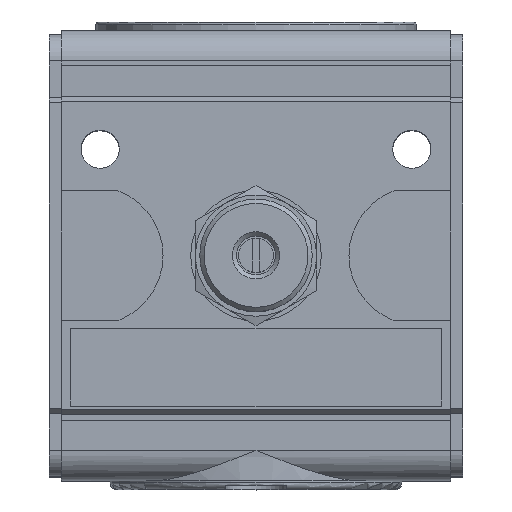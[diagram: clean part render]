
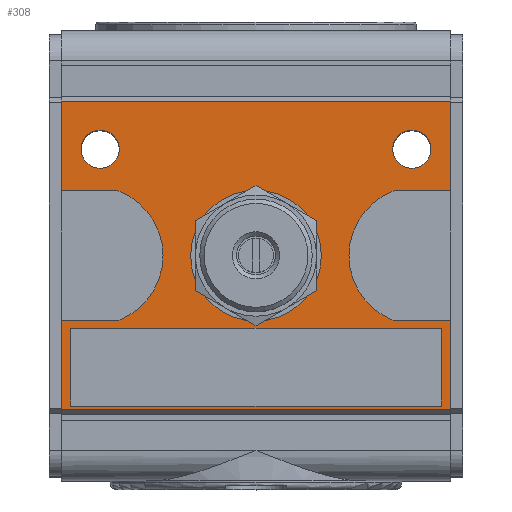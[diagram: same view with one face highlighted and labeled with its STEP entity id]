
A CAD part, top view. The second image highlights one B-rep face of the part: STEP entity #308.
In plain terms, the highlighted planar face has unit normal (0, 0, 1).
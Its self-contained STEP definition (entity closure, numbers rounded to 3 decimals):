
#308 = ADVANCED_FACE( '', ( #755, #756, #757, #758, #759 ), #760, .F. );
#755 = FACE_BOUND( '', #1247, .T. );
#756 = FACE_OUTER_BOUND( '', #1248, .T. );
#757 = FACE_BOUND( '', #1249, .T. );
#758 = FACE_BOUND( '', #1250, .T. );
#759 = FACE_BOUND( '', #1251, .T. );
#760 = PLANE( '', #1252 );
#1247 = EDGE_LOOP( '', ( #2622 ) );
#1248 = EDGE_LOOP( '', ( #2623, #2624, #2625, #2626, #2627, #2628, #2629, #2630, #2631, #2632, #2633, #2634 ) );
#1249 = EDGE_LOOP( '', ( #2635 ) );
#1250 = EDGE_LOOP( '', ( #2636 ) );
#1251 = EDGE_LOOP( '', ( #2637, #2638, #2639, #2640 ) );
#1252 = AXIS2_PLACEMENT_3D( '', #2641, #2642, #2643 );
#2622 = ORIENTED_EDGE( '', *, *, #2907, .F. );
#2623 = ORIENTED_EDGE( '', *, *, #3042, .F. );
#2624 = ORIENTED_EDGE( '', *, *, #3135, .T. );
#2625 = ORIENTED_EDGE( '', *, *, #3227, .F. );
#2626 = ORIENTED_EDGE( '', *, *, #3156, .F. );
#2627 = ORIENTED_EDGE( '', *, *, #3052, .F. );
#2628 = ORIENTED_EDGE( '', *, *, #3055, .F. );
#2629 = ORIENTED_EDGE( '', *, *, #3057, .F. );
#2630 = ORIENTED_EDGE( '', *, *, #3155, .F. );
#2631 = ORIENTED_EDGE( '', *, *, #3228, .T. );
#2632 = ORIENTED_EDGE( '', *, *, #3136, .T. );
#2633 = ORIENTED_EDGE( '', *, *, #3037, .F. );
#2634 = ORIENTED_EDGE( '', *, *, #3040, .F. );
#2635 = ORIENTED_EDGE( '', *, *, #3027, .T. );
#2636 = ORIENTED_EDGE( '', *, *, #3020, .T. );
#2637 = ORIENTED_EDGE( '', *, *, #3001, .F. );
#2638 = ORIENTED_EDGE( '', *, *, #2994, .F. );
#2639 = ORIENTED_EDGE( '', *, *, #2997, .F. );
#2640 = ORIENTED_EDGE( '', *, *, #2999, .F. );
#2641 = CARTESIAN_POINT( '', ( 22.5, 43.853, 23.2 ) );
#2642 = DIRECTION( '', ( 0., 0., -1. ) );
#2643 = DIRECTION( '', ( -1., 0., 0. ) );
#2907 = EDGE_CURVE( '', #3418, #3418, #3419, .F. );
#2994 = EDGE_CURVE( '', #3570, #3571, #3572, .T. );
#2997 = EDGE_CURVE( '', #3575, #3570, #3576, .T. );
#2999 = EDGE_CURVE( '', #3578, #3575, #3579, .T. );
#3001 = EDGE_CURVE( '', #3571, #3578, #3581, .T. );
#3020 = EDGE_CURVE( '', #3614, #3614, #3615, .T. );
#3027 = EDGE_CURVE( '', #3628, #3628, #3629, .T. );
#3037 = EDGE_CURVE( '', #3646, #3648, #3649, .T. );
#3040 = EDGE_CURVE( '', #3651, #3646, #3653, .F. );
#3042 = EDGE_CURVE( '', #3654, #3651, #3656, .T. );
#3052 = EDGE_CURVE( '', #3673, #3675, #3676, .T. );
#3055 = EDGE_CURVE( '', #3678, #3673, #3680, .F. );
#3057 = EDGE_CURVE( '', #3681, #3678, #3683, .T. );
#3135 = EDGE_CURVE( '', #3654, #3815, #3817, .T. );
#3136 = EDGE_CURVE( '', #3818, #3648, #3819, .T. );
#3155 = EDGE_CURVE( '', #3853, #3681, #3855, .T. );
#3156 = EDGE_CURVE( '', #3675, #3856, #3857, .T. );
#3227 = EDGE_CURVE( '', #3856, #3815, #3962, .T. );
#3228 = EDGE_CURVE( '', #3853, #3818, #3963, .T. );
#3418 = VERTEX_POINT( '', #4307 );
#3419 = CIRCLE( '', #4308, 7.55 );
#3570 = VERTEX_POINT( '', #4529 );
#3571 = VERTEX_POINT( '', #4530 );
#3572 = LINE( '', #4531, #4532 );
#3575 = VERTEX_POINT( '', #4537 );
#3576 = LINE( '', #4538, #4539 );
#3578 = VERTEX_POINT( '', #4542 );
#3579 = LINE( '', #4543, #4544 );
#3581 = LINE( '', #4547, #4548 );
#3614 = VERTEX_POINT( '', #4593 );
#3615 = CIRCLE( '', #4594, 2.2 );
#3628 = VERTEX_POINT( '', #4607 );
#3629 = CIRCLE( '', #4608, 2.2 );
#3646 = VERTEX_POINT( '', #4631 );
#3648 = VERTEX_POINT( '', #4634 );
#3649 = LINE( '', #4635, #4636 );
#3651 = VERTEX_POINT( '', #4639 );
#3653 = CIRCLE( '', #4642, 8. );
#3654 = VERTEX_POINT( '', #4643 );
#3656 = LINE( '', #4646, #4647 );
#3673 = VERTEX_POINT( '', #4670 );
#3675 = VERTEX_POINT( '', #4673 );
#3676 = LINE( '', #4674, #4675 );
#3678 = VERTEX_POINT( '', #4678 );
#3680 = CIRCLE( '', #4681, 8. );
#3681 = VERTEX_POINT( '', #4682 );
#3683 = LINE( '', #4685, #4686 );
#3815 = VERTEX_POINT( '', #4882 );
#3817 = LINE( '', #4885, #4886 );
#3818 = VERTEX_POINT( '', #4887 );
#3819 = LINE( '', #4888, #4889 );
#3853 = VERTEX_POINT( '', #4936 );
#3855 = LINE( '', #4939, #4940 );
#3856 = VERTEX_POINT( '', #4941 );
#3857 = LINE( '', #4942, #4943 );
#3962 = LINE( '', #5124, #5125 );
#3963 = LINE( '', #5126, #5127 );
#4307 = CARTESIAN_POINT( '', ( -7.55, 26., 23.2 ) );
#4308 = AXIS2_PLACEMENT_3D( '', #5318, #5319, #5320 );
#4529 = CARTESIAN_POINT( '', ( 21.4, 17.627, 23.2 ) );
#4530 = CARTESIAN_POINT( '', ( -21.4, 17.627, 23.2 ) );
#4531 = CARTESIAN_POINT( '', ( 22.5, 17.627, 23.2 ) );
#4532 = VECTOR( '', #5439, 1000. );
#4537 = CARTESIAN_POINT( '', ( 21.4, 8.627, 23.2 ) );
#4538 = CARTESIAN_POINT( '', ( 21.4, 43.853, 23.2 ) );
#4539 = VECTOR( '', #5442, 1000. );
#4542 = CARTESIAN_POINT( '', ( -21.4, 8.627, 23.2 ) );
#4543 = CARTESIAN_POINT( '', ( 22.5, 8.627, 23.2 ) );
#4544 = VECTOR( '', #5444, 1000. );
#4547 = CARTESIAN_POINT( '', ( -21.4, 43.853, 23.2 ) );
#4548 = VECTOR( '', #5446, 1000. );
#4593 = CARTESIAN_POINT( '', ( -20.2, 38.3, 23.2 ) );
#4594 = AXIS2_PLACEMENT_3D( '', #5477, #5478, #5479 );
#4607 = CARTESIAN_POINT( '', ( 15.8, 38.3, 23.2 ) );
#4608 = AXIS2_PLACEMENT_3D( '', #5498, #5499, #5500 );
#4631 = CARTESIAN_POINT( '', ( -15.951, 33.5, 23.2 ) );
#4634 = CARTESIAN_POINT( '', ( -22.5, 33.5, 23.2 ) );
#4635 = CARTESIAN_POINT( '', ( 22.5, 33.5, 23.2 ) );
#4636 = VECTOR( '', #5514, 1000. );
#4639 = CARTESIAN_POINT( '', ( -15.951, 18.5, 23.2 ) );
#4642 = AXIS2_PLACEMENT_3D( '', #5517, #5518, #5519 );
#4643 = CARTESIAN_POINT( '', ( -22.5, 18.5, 23.2 ) );
#4646 = CARTESIAN_POINT( '', ( 22.5, 18.5, 23.2 ) );
#4647 = VECTOR( '', #5521, 1000. );
#4670 = CARTESIAN_POINT( '', ( 15.951, 18.5, 23.2 ) );
#4673 = CARTESIAN_POINT( '', ( 22.5, 18.5, 23.2 ) );
#4674 = CARTESIAN_POINT( '', ( 22.5, 18.5, 23.2 ) );
#4675 = VECTOR( '', #5535, 1000. );
#4678 = CARTESIAN_POINT( '', ( 15.951, 33.5, 23.2 ) );
#4681 = AXIS2_PLACEMENT_3D( '', #5538, #5539, #5540 );
#4682 = CARTESIAN_POINT( '', ( 22.5, 33.5, 23.2 ) );
#4685 = CARTESIAN_POINT( '', ( 22.5, 33.5, 23.2 ) );
#4686 = VECTOR( '', #5542, 1000. );
#4882 = CARTESIAN_POINT( '', ( -22.5, 8.177, 23.2 ) );
#4885 = CARTESIAN_POINT( '', ( -22.5, 43.853, 23.2 ) );
#4886 = VECTOR( '', #5644, 1000. );
#4887 = CARTESIAN_POINT( '', ( -22.5, 43.853, 23.2 ) );
#4888 = CARTESIAN_POINT( '', ( -22.5, 43.853, 23.2 ) );
#4889 = VECTOR( '', #5645, 1000. );
#4936 = CARTESIAN_POINT( '', ( 22.5, 43.853, 23.2 ) );
#4939 = CARTESIAN_POINT( '', ( 22.5, 43.853, 23.2 ) );
#4940 = VECTOR( '', #5672, 1000. );
#4941 = CARTESIAN_POINT( '', ( 22.5, 8.177, 23.2 ) );
#4942 = CARTESIAN_POINT( '', ( 22.5, 43.853, 23.2 ) );
#4943 = VECTOR( '', #5673, 1000. );
#5124 = CARTESIAN_POINT( '', ( 22.5, 8.177, 23.2 ) );
#5125 = VECTOR( '', #5763, 1000. );
#5126 = CARTESIAN_POINT( '', ( 22.5, 43.853, 23.2 ) );
#5127 = VECTOR( '', #5764, 1000. );
#5318 = CARTESIAN_POINT( '', ( 0., 26., 23.2 ) );
#5319 = DIRECTION( '', ( 0., 0., -1. ) );
#5320 = DIRECTION( '', ( -1., 0., 0. ) );
#5439 = DIRECTION( '', ( -1., 0., 0. ) );
#5442 = DIRECTION( '', ( 0., 1., 0. ) );
#5444 = DIRECTION( '', ( 1., 0., 0. ) );
#5446 = DIRECTION( '', ( 0., -1., 0. ) );
#5477 = CARTESIAN_POINT( '', ( -18., 38.3, 23.2 ) );
#5478 = DIRECTION( '', ( 0., 0., -1. ) );
#5479 = DIRECTION( '', ( -1., 0., 0. ) );
#5498 = CARTESIAN_POINT( '', ( 18., 38.3, 23.2 ) );
#5499 = DIRECTION( '', ( 0., 0., -1. ) );
#5500 = DIRECTION( '', ( -1., 0., 0. ) );
#5514 = DIRECTION( '', ( -1., 0., 0. ) );
#5517 = CARTESIAN_POINT( '', ( -18.735, 26., 23.2 ) );
#5518 = DIRECTION( '', ( 0., 0., -1. ) );
#5519 = DIRECTION( '', ( -1., 0., 0. ) );
#5521 = DIRECTION( '', ( 1., 0., 0. ) );
#5535 = DIRECTION( '', ( 1., 0., 0. ) );
#5538 = CARTESIAN_POINT( '', ( 18.735, 26., 23.2 ) );
#5539 = DIRECTION( '', ( 0., 0., -1. ) );
#5540 = DIRECTION( '', ( -1., 0., 0. ) );
#5542 = DIRECTION( '', ( -1., 0., 0. ) );
#5644 = DIRECTION( '', ( 0., -1., 0. ) );
#5645 = DIRECTION( '', ( 0., -1., 0. ) );
#5672 = DIRECTION( '', ( 0., -1., 0. ) );
#5673 = DIRECTION( '', ( 0., -1., 0. ) );
#5763 = DIRECTION( '', ( -1., 0., 0. ) );
#5764 = DIRECTION( '', ( -1., 0., 0. ) );
